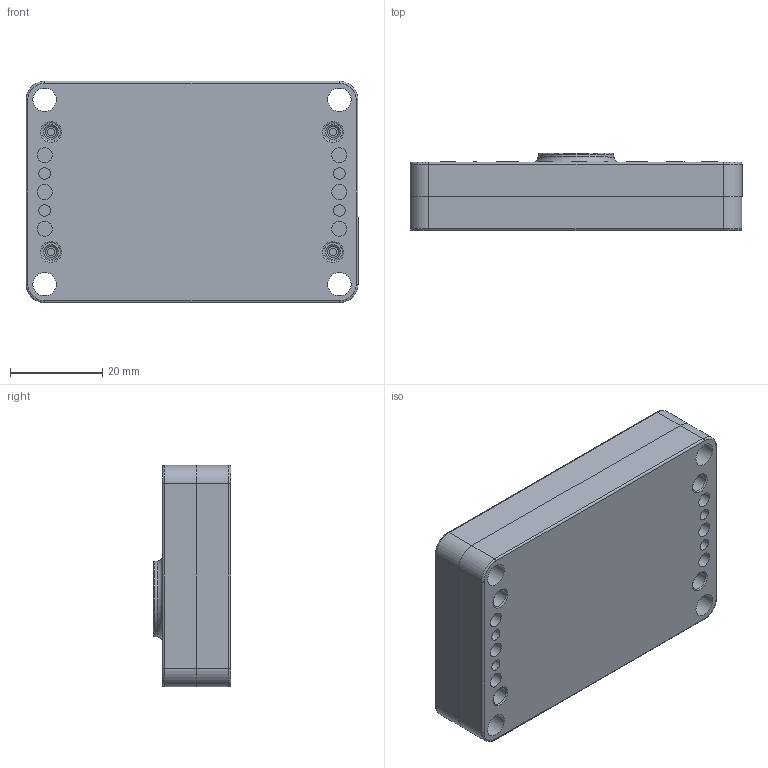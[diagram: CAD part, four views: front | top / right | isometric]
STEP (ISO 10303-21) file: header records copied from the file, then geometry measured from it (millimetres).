
FILE_DESCRIPTION(/* description */ ('','CAx-IF Rec.Pracs.---Representation and Presentation of Product Manufacturing Information (PMI)---4.0---2014-10-13'),/* implementation_level */ '2;1');
FILE_NAME(/* name */ 'LIMELIGHT3ACAD_STEP.stp',/* time_stamp */ '2024-09-07T11:00:12-07:00',/* author */ ('brand'),/* organization */ (''),/* preprocessor_version */ 'ST-DEVELOPER v18.1',/* originating_system */ 'Autodesk Inventor 2022',/* authorisation */ '');
FILE_SCHEMA (('AP242_MANAGED_MODEL_BASED_3D_ENGINEERING_MIM_LF { 1 0 10303 442 1 1 4 }'));
Length unit declared in the file: inch
Products named in the file (5): LimelightV3A_ThinAssembly_RCREALMINIMAL; EnclosureBottomThin_RC_REAL; EnclosureTopThin_RC_REAL; Glass; 5647SF
Assembly tree (4 placements, depth 2):
  LimelightV3A_ThinAssembly_RCREALMINIMAL
    EnclosureBottomThin_RC_REAL
    EnclosureTopThin_RC_REAL
    Glass
    5647SF
Bounding box: 72.11 x 16.8 x 48.11 mm (x, y, z)
Volume: 17899.6 mm3; surface area: 22165.1 mm2
Topology: 5 solids, 5 shells, 399 faces, 967 edges, 622 vertices
Faces by surface type: plane 198, cylinder 135, torus 49, cone 13, bspline 3, sphere 1
Full cylindrical faces by diameter (mm): 1.6 x8, 2 x4, 2.4 x4, 2.5 x4, 3.3 x6, 4 x4, 5.105 x8, 6 x2, 7.7 x1, 9.5 x1, 15 x1
Entity records: 16285 total; most frequent: CARTESIAN_POINT 3497, DIRECTION 2678, ORIENTED_EDGE 1934, AXIS2_PLACEMENT_3D 1047, EDGE_CURVE 967, STYLED_ITEM 960, VERTEX_POINT 622, CIRCLE 599
